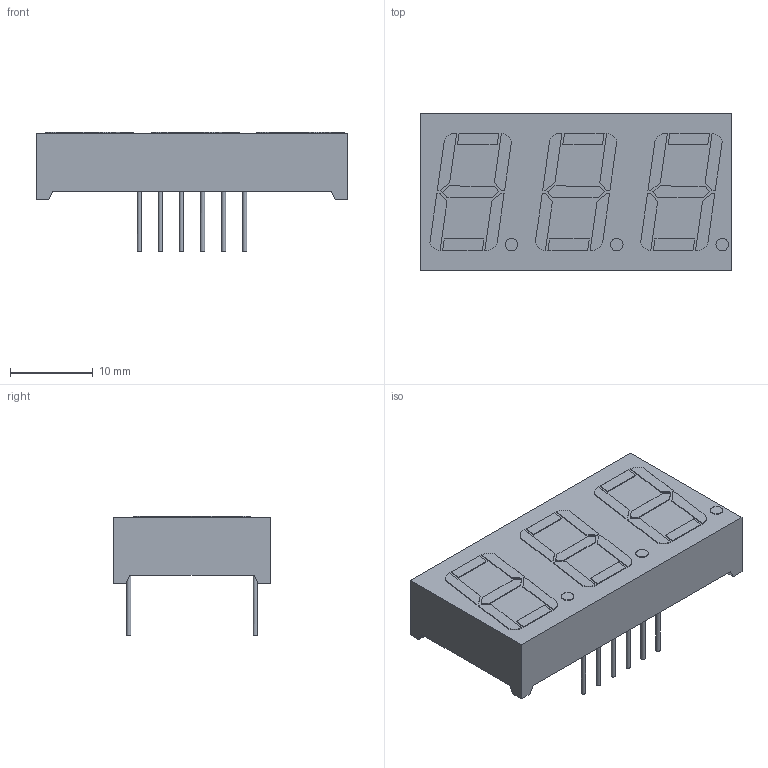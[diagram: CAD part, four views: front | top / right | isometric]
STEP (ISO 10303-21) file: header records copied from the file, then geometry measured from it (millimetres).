
FILE_DESCRIPTION(('FreeCAD Model'),'2;1');
FILE_NAME('Open CASCADE Shape Model','2022-03-08T14:28:21',('Author'),( ''),'Open CASCADE STEP processor 7.5','FreeCAD','Unknown');
FILE_SCHEMA(('AUTOMOTIVE_DESIGN { 1 0 10303 214 1 1 1 1 }'));
Length unit declared in the file: millimetre
Products named in the file (1): E30561-L-O-0-W
Bounding box: 37.6 x 19 x 14.4 mm (x, y, z)
Volume: 5048.6 mm3; surface area: 2416.2 mm2
Topology: 1 solids, 1 shells, 175 faces, 439 edges, 290 vertices
Faces by surface type: plane 148, cylinder 27
Full cylindrical faces by diameter (mm): 0.51 x12, 1.5 x3
Entity records: 11934 total; most frequent: CARTESIAN_POINT 2197, DIRECTION 1528, LINE 981, VECTOR 981, ORIENTED_EDGE 878, PCURVE 878, DEFINITIONAL_REPRESENTATION 878, EDGE_CURVE 439
